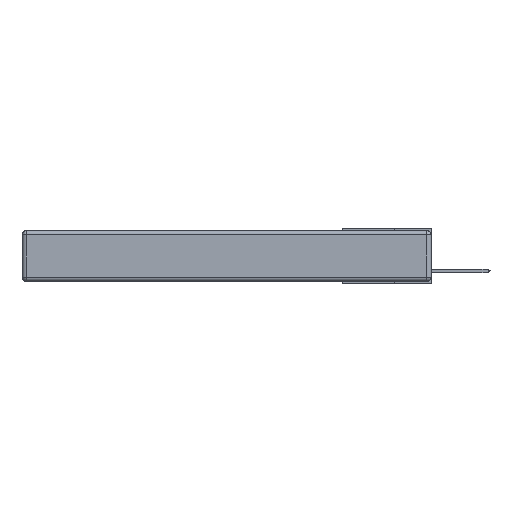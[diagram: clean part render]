
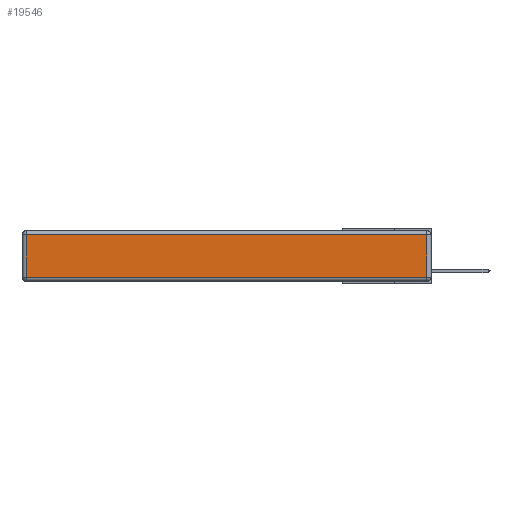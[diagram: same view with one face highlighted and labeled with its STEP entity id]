
A CAD part, left-side view. The second image highlights one B-rep face of the part: STEP entity #19546.
In plain terms, the highlighted planar face has unit normal (-1, 0, 0).
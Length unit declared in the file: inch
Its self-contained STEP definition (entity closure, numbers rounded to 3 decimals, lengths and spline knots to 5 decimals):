
#1228 = EDGE_CURVE ( 'NONE', #17181, #22954, #26999, .T. ) ;
#2170 = CARTESIAN_POINT ( 'NONE',  ( 0., 0., -0.343 ) ) ;
#2575 = EDGE_CURVE ( 'NONE', #15550, #18663, #6706, .T. ) ;
#3211 = EDGE_CURVE ( 'NONE', #18663, #17181, #32342, .T. ) ;
#3427 = CARTESIAN_POINT ( 'NONE',  ( 0., 0.03, -0.03 ) ) ;
#3535 = ORIENTED_EDGE ( 'NONE', *, *, #1228, .T. ) ;
#4263 = ORIENTED_EDGE ( 'NONE', *, *, #3211, .T. ) ;
#4415 = DIRECTION ( 'NONE',  ( -1., 0., 0. ) ) ;
#4665 = VECTOR ( 'NONE', #17722, 39.37008 ) ;
#4694 = AXIS2_PLACEMENT_3D ( 'NONE', #2170, #4415, #32481 ) ;
#6706 = LINE ( 'NONE', #18312, #20181 ) ;
#6791 = CARTESIAN_POINT ( 'NONE',  ( 0., 0.03, -0.313 ) ) ;
#8510 = CARTESIAN_POINT ( 'NONE',  ( 0., 2.75, -0.03 ) ) ;
#12373 = CARTESIAN_POINT ( 'NONE',  ( 0., 2.72, -0.03 ) ) ;
#14326 = CARTESIAN_POINT ( 'NONE',  ( 0., 0., -0.313 ) ) ;
#15266 = CARTESIAN_POINT ( 'NONE',  ( 0., 2.72, -0.313 ) ) ;
#15550 = VERTEX_POINT ( 'NONE', #6791 ) ;
#17181 = VERTEX_POINT ( 'NONE', #12373 ) ;
#17722 = DIRECTION ( 'NONE',  ( 0., -1., 0. ) ) ;
#18312 = CARTESIAN_POINT ( 'NONE',  ( 0., 0.03, -0.343 ) ) ;
#18543 = LINE ( 'NONE', #14326, #4665 ) ;
#18663 = VERTEX_POINT ( 'NONE', #3427 ) ;
#19546 = ADVANCED_FACE ( 'NONE', ( #22042 ), #27533, .T. ) ;
#20181 = VECTOR ( 'NONE', #23470, 39.37008 ) ;
#20302 = VECTOR ( 'NONE', #23288, 39.37008 ) ;
#20900 = DIRECTION ( 'NONE',  ( 0., 1., 0. ) ) ;
#21614 = ORIENTED_EDGE ( 'NONE', *, *, #2575, .T. ) ;
#22042 = FACE_OUTER_BOUND ( 'NONE', #31778, .T. ) ;
#22954 = VERTEX_POINT ( 'NONE', #15266 ) ;
#23288 = DIRECTION ( 'NONE',  ( 0., 0., -1. ) ) ;
#23470 = DIRECTION ( 'NONE',  ( 0., 0., 1. ) ) ;
#25648 = VECTOR ( 'NONE', #20900, 39.37008 ) ;
#26999 = LINE ( 'NONE', #28379, #20302 ) ;
#27533 = PLANE ( 'NONE',  #4694 ) ;
#28379 = CARTESIAN_POINT ( 'NONE',  ( 0., 2.72, -0.343 ) ) ;
#28582 = ORIENTED_EDGE ( 'NONE', *, *, #30741, .T. ) ;
#30741 = EDGE_CURVE ( 'NONE', #22954, #15550, #18543, .T. ) ;
#31778 = EDGE_LOOP ( 'NONE', ( #28582, #21614, #4263, #3535 ) ) ;
#32342 = LINE ( 'NONE', #8510, #25648 ) ;
#32481 = DIRECTION ( 'NONE',  ( 0., 0., 1. ) ) ;
